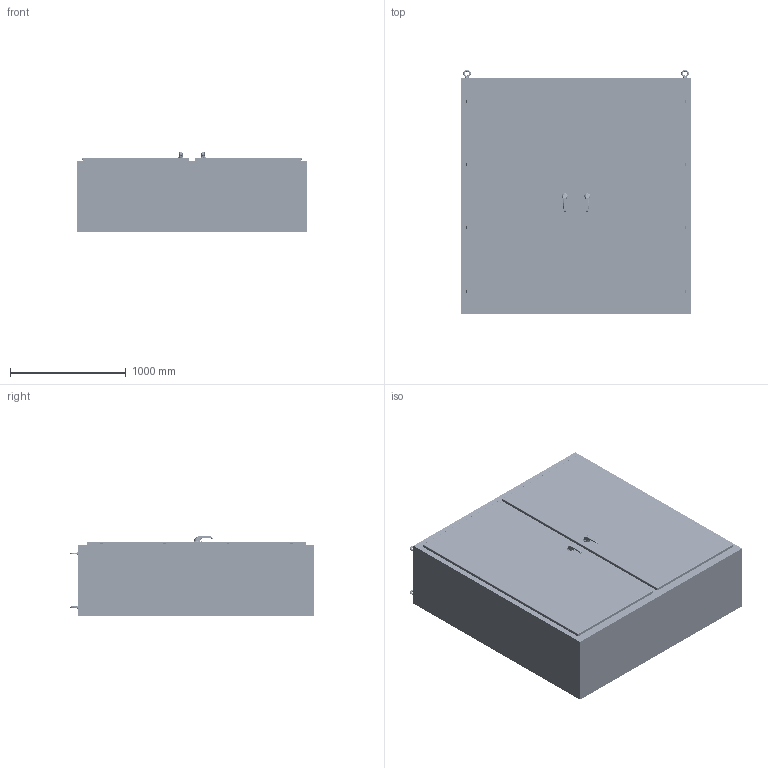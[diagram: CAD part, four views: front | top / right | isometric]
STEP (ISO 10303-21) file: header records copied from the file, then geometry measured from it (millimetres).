
FILE_DESCRIPTION (( 'STEP AP214' ), '1' );
FILE_NAME ('SCE-N80L7824.STEP', '2024-06-18T14:25:54', ( '' ), ( '' ), 'SwSTEP 2.0', 'SolidWorks 2023', '' );
FILE_SCHEMA (( 'AUTOMOTIVE_DESIGN' ));
Length unit declared in the file: inch
Products named in the file (1): SCE-N80L7824
Bounding box: 1974.85 x 2106.68 x 686.97 mm (x, y, z)
Volume: 36896336.2 mm3; surface area: 27737606.2 mm2
Topology: 51 solids, 59 shells, 8071 faces, 20724 edges, 12726 vertices
Faces by surface type: plane 3220, cylinder 2778, bspline 1682, cone 223, torus 168
Full cylindrical faces by diameter (mm): 1.016 x8, 3.978 x8, 4.318 x40, 4.978 x32, 5.016 x4, 5.207 x16, 5.232 x16, 5.537 x8, 6.096 x16, 6.198 x16, 6.35 x16, 9.525 x18, 10.323 x16, 11.112 x6, 11.113 x6, 11.25 x2, 15.24 x4, 16 x2, 29.8 x4
Entity records: 388512 total; most frequent: CARTESIAN_POINT 207698, ORIENTED_EDGE 39822, DIRECTION 33981, EDGE_CURVE 19911, VERTEX_POINT 12514, AXIS2_PLACEMENT_3D 12180, VECTOR 9621, LINE 9621
